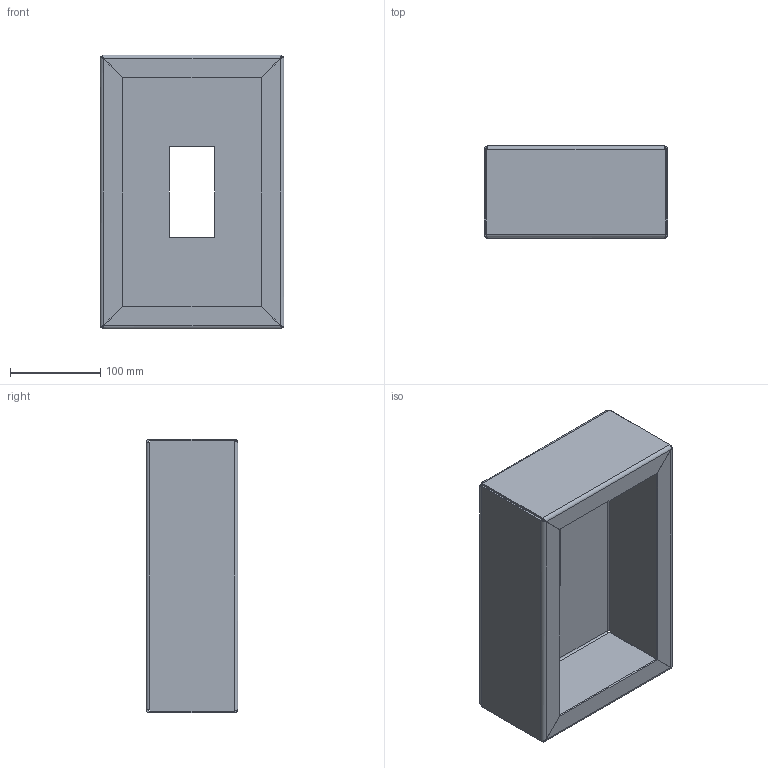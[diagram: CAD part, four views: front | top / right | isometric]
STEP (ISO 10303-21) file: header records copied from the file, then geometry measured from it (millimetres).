
FILE_DESCRIPTION(/* description */ ('STEP AP214'),/* implementation_level */ '2;1');
FILE_NAME(/* name */ '68cd14a23b7a573994293f16',/* time_stamp */ '2025-09-19T08:30:27Z',/* author */ (''),/* organization */ (''),/* preprocessor_version */ 'ST-DEVELOPER v20',/* originating_system */ 'ONSHAPE BY PTC INC, 1.203',/* authorisation */ ' ');
FILE_SCHEMA (('AUTOMOTIVE_DESIGN {1 0 10303 214 3 1 1}'));
Length unit declared in the file: metre
Products named in the file (1): Part 1
Bounding box: 204 x 102 x 304 mm (x, y, z)
Volume: 350116.8 mm3; surface area: 354510.8 mm2
Topology: 1 solids, 1 shells, 82 faces, 176 edges, 96 vertices
Faces by surface type: plane 58, cylinder 16, bspline 8
Entity records: 3114 total; most frequent: CARTESIAN_POINT 1419, ORIENTED_EDGE 352, DIRECTION 310, EDGE_CURVE 176, LINE 128, VECTOR 128, VERTEX_POINT 96, AXIS2_PLACEMENT_3D 91
